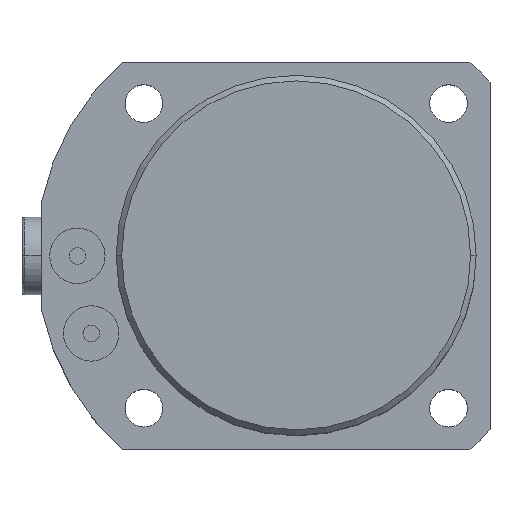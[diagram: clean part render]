
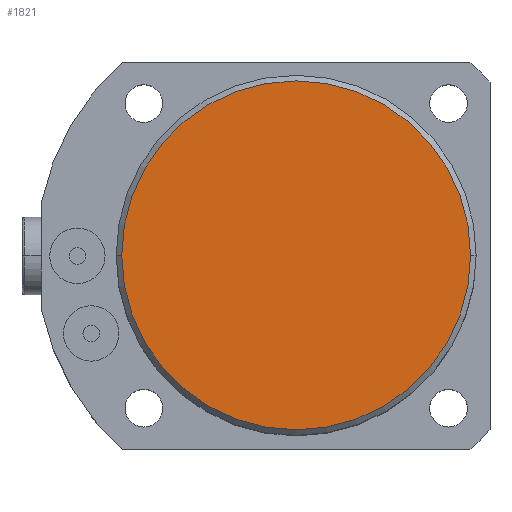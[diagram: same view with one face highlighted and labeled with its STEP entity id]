
A CAD part, top view. The second image highlights one B-rep face of the part: STEP entity #1821.
In plain terms, the highlighted planar face has unit normal (0, 0, 1).
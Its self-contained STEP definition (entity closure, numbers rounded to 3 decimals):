
#202 = FACE_OUTER_BOUND ( 'NONE', #1647, .T. ) ;
#487 = EDGE_CURVE ( 'NONE', #1542, #1545, #2210, .T. ) ;
#603 = EDGE_CURVE ( 'NONE', #1545, #1542, #2049, .T. ) ;
#751 = AXIS2_PLACEMENT_3D ( 'NONE', #1191, #1190, #1189 ) ;
#1189 = DIRECTION ( 'NONE',  ( 1., 0., 0. ) ) ;
#1190 = DIRECTION ( 'NONE',  ( 0., 0., 1. ) ) ;
#1191 = CARTESIAN_POINT ( 'NONE',  ( 0., 0., 85. ) ) ;
#1364 = ORIENTED_EDGE ( 'NONE', *, *, #487, .T. ) ;
#1366 = ORIENTED_EDGE ( 'NONE', *, *, #603, .T. ) ;
#1542 = VERTEX_POINT ( 'NONE', #2724 ) ;
#1545 = VERTEX_POINT ( 'NONE', #2720 ) ;
#1647 = EDGE_LOOP ( 'NONE', ( #1366, #1364 ) ) ;
#1821 = ADVANCED_FACE ( 'NONE', ( #202 ), #2566, .T. ) ;
#1944 = AXIS2_PLACEMENT_3D ( 'NONE', #2568, #2563, #2562 ) ;
#2003 = AXIS2_PLACEMENT_3D ( 'NONE', #2367, #2365, #2360 ) ;
#2049 = CIRCLE ( 'NONE', #2003, 31.5 ) ;
#2210 = CIRCLE ( 'NONE', #751, 31.5 ) ;
#2360 = DIRECTION ( 'NONE',  ( 1., 0., 0. ) ) ;
#2365 = DIRECTION ( 'NONE',  ( 0., 0., 1. ) ) ;
#2367 = CARTESIAN_POINT ( 'NONE',  ( 0., 0., 85. ) ) ;
#2562 = DIRECTION ( 'NONE',  ( 1., 0., 0. ) ) ;
#2563 = DIRECTION ( 'NONE',  ( 0., 0., 1. ) ) ;
#2566 = PLANE ( 'NONE',  #1944 ) ;
#2568 = CARTESIAN_POINT ( 'NONE',  ( 0., 0., 85. ) ) ;
#2720 = CARTESIAN_POINT ( 'NONE',  ( -31.5, 0., 85. ) ) ;
#2724 = CARTESIAN_POINT ( 'NONE',  ( 31.5, 0., 85. ) ) ;
